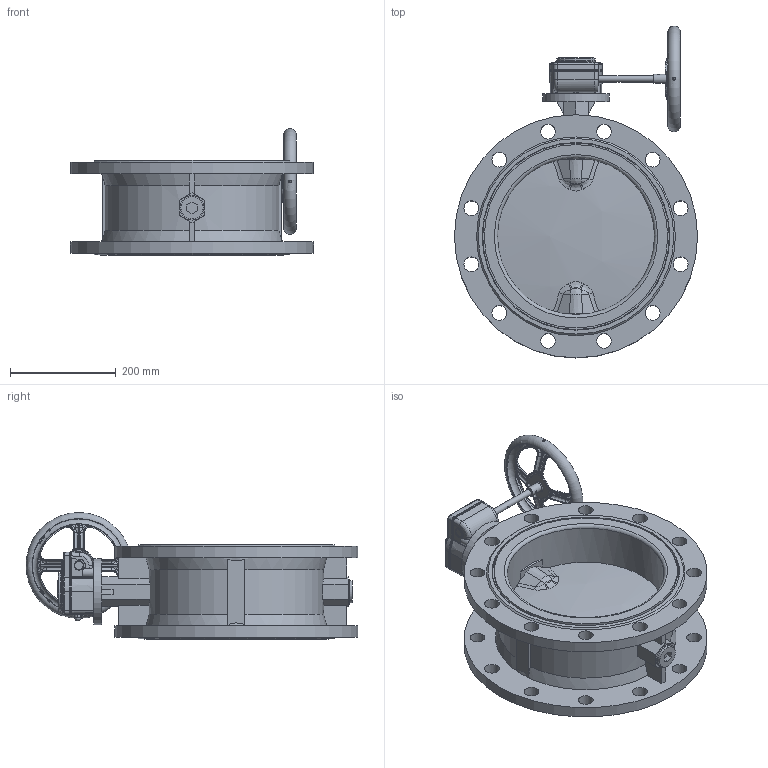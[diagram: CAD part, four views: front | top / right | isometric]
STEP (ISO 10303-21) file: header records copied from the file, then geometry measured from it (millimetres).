
FILE_DESCRIPTION(/* description */ ('STEP AP203'),/* implementation_level */ '2;1');
FILE_NAME(/* name */ '2343BV-300_STP_1.step',/* time_stamp */ '2025-10-29T14:55:05+01:00',/* author */ (''),/* organization */ (''),/* preprocessor_version */ 'ST-DEVELOPER v20.1',/* originating_system */ 'Autodesk Translation Framework v14.10.0.0',/* authorisation */ '');
FILE_SCHEMA (('AUTOMOTIVE_DESIGN { 1 0 10303 214 3 1 1 }'));
Products named in the file (3): EVFS-i DN300 PN16 F10-L22; 1; PS200-12 Bush
Assembly tree (2 placements, depth 3):
  EVFS-i DN300 PN16 F10-L22
    1
      PS200-12 Bush
Bounding box: 460 x 627.97 x 239.97 mm (x, y, z)
Volume: 8731734.5 mm3; surface area: 1168767.7 mm2
Topology: 3 solids, 13 shells, 2947 faces, 7815 edges, 4921 vertices
Faces by surface type: plane 1156, cylinder 666, bspline 643, torus 237, cone 210, sphere 35
Full cylindrical faces by diameter (mm): 3.3 x2, 4 x4, 4.1 x4, 4.5 x2, 4.917 x4, 5 x4, 6 x4, 6.5 x4, 6.647 x4, 7.5 x4, 7.6 x2, 8 x2, 8.376 x4, 10 x1, 11 x4, 12 x4, 13 x6, 14 x2, 16 x1, 17 x1, 18 x2, 28 x25, 42 x1, 46 x1, 57.1 x2, 59 x2, 60 x2, 64 x1, 70 x1, 73 x1
Entity records: 192756 total; most frequent: CARTESIAN_POINT 122624, ORIENTED_EDGE 15440, DIRECTION 13510, EDGE_CURVE 7720, AXIS2_PLACEMENT_3D 5124, VERTEX_POINT 4921, LINE 3262, VECTOR 3262
